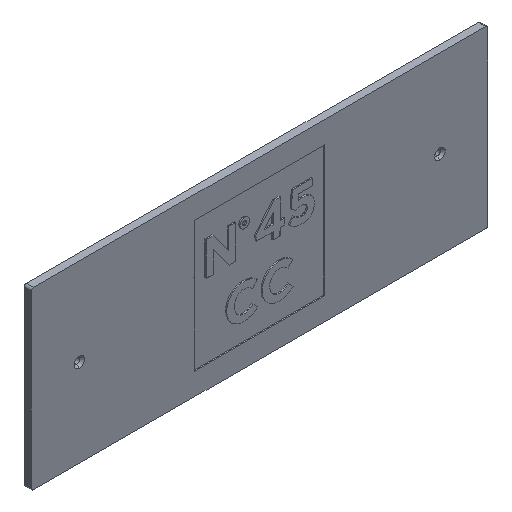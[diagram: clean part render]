
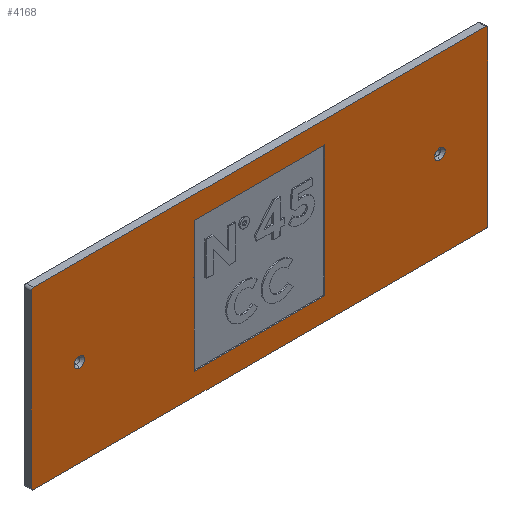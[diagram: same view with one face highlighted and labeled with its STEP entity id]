
A CAD part, isometric view. The second image highlights one B-rep face of the part: STEP entity #4168.
In plain terms, the highlighted planar face has unit normal (0, -1, 0).
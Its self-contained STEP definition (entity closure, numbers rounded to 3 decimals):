
#30 = DIRECTION ( 'NONE',  ( 0., 0., -1. ) ) ;
#49 = DIRECTION ( 'NONE',  ( 0., -1., 0. ) ) ;
#53 = AXIS2_PLACEMENT_3D ( 'NONE', #688, #356, #2993 ) ;
#98 = DIRECTION ( 'NONE',  ( 0., 0., 1. ) ) ;
#121 = AXIS2_PLACEMENT_3D ( 'NONE', #4038, #2728, #1409 ) ;
#140 = LINE ( 'NONE', #4084, #3095 ) ;
#159 = VERTEX_POINT ( 'NONE', #2139 ) ;
#161 = DIRECTION ( 'NONE',  ( 0., 0., 1. ) ) ;
#178 = CARTESIAN_POINT ( 'NONE',  ( 67.75, 0., 63.55 ) ) ;
#188 = VECTOR ( 'NONE', #3588, 1000. ) ;
#197 = EDGE_CURVE ( 'NONE', #2057, #159, #3814, .T. ) ;
#201 = VERTEX_POINT ( 'NONE', #1671 ) ;
#217 = CARTESIAN_POINT ( 'NONE',  ( 189.8, 0., 1. ) ) ;
#261 = CIRCLE ( 'NONE', #2676, 2.2 ) ;
#270 = CARTESIAN_POINT ( 'NONE',  ( 20., 0., 34.2 ) ) ;
#326 = EDGE_LOOP ( 'NONE', ( #1873, #4239, #1858, #850 ) ) ;
#347 = CARTESIAN_POINT ( 'NONE',  ( 20., 0., 36.4 ) ) ;
#352 = EDGE_CURVE ( 'NONE', #201, #1964, #462, .T. ) ;
#356 = DIRECTION ( 'NONE',  ( 0., -1., 0. ) ) ;
#379 = DIRECTION ( 'NONE',  ( 0., -1., 0. ) ) ;
#403 = ORIENTED_EDGE ( 'NONE', *, *, #3191, .F. ) ;
#413 = ORIENTED_EDGE ( 'NONE', *, *, #352, .F. ) ;
#419 = CARTESIAN_POINT ( 'NONE',  ( 189.8, 0., 0. ) ) ;
#454 = CARTESIAN_POINT ( 'NONE',  ( 188.8, 0., 1. ) ) ;
#462 = LINE ( 'NONE', #2036, #3509 ) ;
#545 = EDGE_LOOP ( 'NONE', ( #2590, #2979 ) ) ;
#554 = CARTESIAN_POINT ( 'NONE',  ( 0., 0., 72.8 ) ) ;
#566 = FACE_BOUND ( 'NONE', #545, .T. ) ;
#620 = CARTESIAN_POINT ( 'NONE',  ( 67.75, 0., 9.25 ) ) ;
#622 = CARTESIAN_POINT ( 'NONE',  ( 20., 0., 38.6 ) ) ;
#629 = DIRECTION ( 'NONE',  ( 0., 0., -1. ) ) ;
#685 = AXIS2_PLACEMENT_3D ( 'NONE', #1056, #2045, #98 ) ;
#688 = CARTESIAN_POINT ( 'NONE',  ( 1., 0., 71.8 ) ) ;
#739 = DIRECTION ( 'NONE',  ( 0., 0., -1. ) ) ;
#771 = DIRECTION ( 'NONE',  ( 0., 0., -1. ) ) ;
#832 = EDGE_LOOP ( 'NONE', ( #2766, #403 ) ) ;
#850 = ORIENTED_EDGE ( 'NONE', *, *, #2333, .F. ) ;
#910 = VERTEX_POINT ( 'NONE', #2831 ) ;
#912 = CARTESIAN_POINT ( 'NONE',  ( 0., 0., 71.8 ) ) ;
#944 = CARTESIAN_POINT ( 'NONE',  ( 122.05, 0., 63.55 ) ) ;
#1007 = CARTESIAN_POINT ( 'NONE',  ( 20., 0., 36.4 ) ) ;
#1009 = VECTOR ( 'NONE', #30, 1000. ) ;
#1056 = CARTESIAN_POINT ( 'NONE',  ( 188.8, 0., 71.8 ) ) ;
#1070 = EDGE_CURVE ( 'NONE', #201, #3024, #3648, .T. ) ;
#1102 = EDGE_CURVE ( 'NONE', #910, #3024, #140, .T. ) ;
#1155 = EDGE_CURVE ( 'NONE', #3377, #2981, #3389, .T. ) ;
#1167 = CIRCLE ( 'NONE', #53, 1. ) ;
#1223 = AXIS2_PLACEMENT_3D ( 'NONE', #3727, #3680, #739 ) ;
#1225 = LINE ( 'NONE', #620, #2251 ) ;
#1242 = CARTESIAN_POINT ( 'NONE',  ( 122.05, 0., 9.25 ) ) ;
#1409 = DIRECTION ( 'NONE',  ( 0., 0., 1. ) ) ;
#1476 = VERTEX_POINT ( 'NONE', #622 ) ;
#1479 = DIRECTION ( 'NONE',  ( 0., 0., 1. ) ) ;
#1520 = VERTEX_POINT ( 'NONE', #4259 ) ;
#1524 = CARTESIAN_POINT ( 'NONE',  ( 0., 0., 0. ) ) ;
#1549 = LINE ( 'NONE', #944, #188 ) ;
#1568 = VECTOR ( 'NONE', #3053, 1000. ) ;
#1571 = VECTOR ( 'NONE', #2863, 1000. ) ;
#1577 = CARTESIAN_POINT ( 'NONE',  ( 169.8, 0., 38.6 ) ) ;
#1671 = CARTESIAN_POINT ( 'NONE',  ( 0., 0., 1. ) ) ;
#1753 = CARTESIAN_POINT ( 'NONE',  ( 1., 0., 72.8 ) ) ;
#1784 = DIRECTION ( 'NONE',  ( 0., 0., 1. ) ) ;
#1822 = CARTESIAN_POINT ( 'NONE',  ( 1., 0., 0. ) ) ;
#1825 = FACE_OUTER_BOUND ( 'NONE', #2504, .T. ) ;
#1858 = ORIENTED_EDGE ( 'NONE', *, *, #2893, .F. ) ;
#1872 = DIRECTION ( 'NONE',  ( 1., 0., 0. ) ) ;
#1873 = ORIENTED_EDGE ( 'NONE', *, *, #2280, .F. ) ;
#1914 = AXIS2_PLACEMENT_3D ( 'NONE', #347, #2681, #629 ) ;
#1941 = CARTESIAN_POINT ( 'NONE',  ( 169.8, 0., 34.2 ) ) ;
#1964 = VERTEX_POINT ( 'NONE', #912 ) ;
#1977 = AXIS2_PLACEMENT_3D ( 'NONE', #1007, #379, #2693 ) ;
#1991 = VERTEX_POINT ( 'NONE', #1577 ) ;
#2036 = CARTESIAN_POINT ( 'NONE',  ( 0., 0., 0. ) ) ;
#2045 = DIRECTION ( 'NONE',  ( 0., -1., 0. ) ) ;
#2057 = VERTEX_POINT ( 'NONE', #178 ) ;
#2115 = CIRCLE ( 'NONE', #1977, 2.2 ) ;
#2121 = LINE ( 'NONE', #3074, #1568 ) ;
#2139 = CARTESIAN_POINT ( 'NONE',  ( 67.75, 0., 9.25 ) ) ;
#2141 = VERTEX_POINT ( 'NONE', #2486 ) ;
#2251 = VECTOR ( 'NONE', #1872, 1000. ) ;
#2280 = EDGE_CURVE ( 'NONE', #159, #3816, #1225, .T. ) ;
#2333 = EDGE_CURVE ( 'NONE', #3816, #1520, #1549, .T. ) ;
#2476 = EDGE_CURVE ( 'NONE', #3803, #1476, #2115, .T. ) ;
#2486 = CARTESIAN_POINT ( 'NONE',  ( 188.8, 0., 72.8 ) ) ;
#2504 = EDGE_LOOP ( 'NONE', ( #3029, #3436, #3145, #2637, #413, #3679, #2810, #3222 ) ) ;
#2532 = CIRCLE ( 'NONE', #1914, 2.2 ) ;
#2542 = LINE ( 'NONE', #554, #1571 ) ;
#2557 = FACE_BOUND ( 'NONE', #326, .T. ) ;
#2590 = ORIENTED_EDGE ( 'NONE', *, *, #3291, .F. ) ;
#2637 = ORIENTED_EDGE ( 'NONE', *, *, #4011, .T. ) ;
#2674 = AXIS2_PLACEMENT_3D ( 'NONE', #454, #4078, #1479 ) ;
#2676 = AXIS2_PLACEMENT_3D ( 'NONE', #3011, #49, #771 ) ;
#2681 = DIRECTION ( 'NONE',  ( 0., -1., 0. ) ) ;
#2693 = DIRECTION ( 'NONE',  ( 0., 0., -1. ) ) ;
#2728 = DIRECTION ( 'NONE',  ( 0., -1., 0. ) ) ;
#2766 = ORIENTED_EDGE ( 'NONE', *, *, #2476, .F. ) ;
#2808 = VECTOR ( 'NONE', #3058, 1000. ) ;
#2810 = ORIENTED_EDGE ( 'NONE', *, *, #1102, .F. ) ;
#2818 = CIRCLE ( 'NONE', #2674, 1. ) ;
#2825 = FACE_BOUND ( 'NONE', #832, .T. ) ;
#2831 = CARTESIAN_POINT ( 'NONE',  ( 188.8, 0., 0. ) ) ;
#2842 = PLANE ( 'NONE',  #3931 ) ;
#2863 = DIRECTION ( 'NONE',  ( 1., 0., 0. ) ) ;
#2864 = EDGE_CURVE ( 'NONE', #910, #2981, #2818, .T. ) ;
#2893 = EDGE_CURVE ( 'NONE', #1520, #2057, #2121, .T. ) ;
#2979 = ORIENTED_EDGE ( 'NONE', *, *, #4064, .F. ) ;
#2981 = VERTEX_POINT ( 'NONE', #217 ) ;
#2993 = DIRECTION ( 'NONE',  ( 0., 0., 1. ) ) ;
#3011 = CARTESIAN_POINT ( 'NONE',  ( 169.8, 0., 36.4 ) ) ;
#3024 = VERTEX_POINT ( 'NONE', #1822 ) ;
#3029 = ORIENTED_EDGE ( 'NONE', *, *, #1155, .F. ) ;
#3053 = DIRECTION ( 'NONE',  ( -1., 0., 0. ) ) ;
#3058 = DIRECTION ( 'NONE',  ( 0., 0., -1. ) ) ;
#3074 = CARTESIAN_POINT ( 'NONE',  ( 67.75, 0., 63.55 ) ) ;
#3080 = DIRECTION ( 'NONE',  ( -1., 0., 0. ) ) ;
#3095 = VECTOR ( 'NONE', #3080, 1000. ) ;
#3145 = ORIENTED_EDGE ( 'NONE', *, *, #3854, .F. ) ;
#3191 = EDGE_CURVE ( 'NONE', #1476, #3803, #2532, .T. ) ;
#3222 = ORIENTED_EDGE ( 'NONE', *, *, #2864, .T. ) ;
#3291 = EDGE_CURVE ( 'NONE', #3738, #1991, #3444, .T. ) ;
#3328 = CARTESIAN_POINT ( 'NONE',  ( 67.75, 0., 63.55 ) ) ;
#3377 = VERTEX_POINT ( 'NONE', #4200 ) ;
#3389 = LINE ( 'NONE', #419, #2808 ) ;
#3436 = ORIENTED_EDGE ( 'NONE', *, *, #3669, .T. ) ;
#3444 = CIRCLE ( 'NONE', #1223, 2.2 ) ;
#3509 = VECTOR ( 'NONE', #1784, 1000. ) ;
#3588 = DIRECTION ( 'NONE',  ( 0., 0., 1. ) ) ;
#3648 = CIRCLE ( 'NONE', #121, 1. ) ;
#3669 = EDGE_CURVE ( 'NONE', #3377, #2141, #3864, .T. ) ;
#3679 = ORIENTED_EDGE ( 'NONE', *, *, #1070, .T. ) ;
#3680 = DIRECTION ( 'NONE',  ( 0., -1., 0. ) ) ;
#3727 = CARTESIAN_POINT ( 'NONE',  ( 169.8, 0., 36.4 ) ) ;
#3738 = VERTEX_POINT ( 'NONE', #1941 ) ;
#3803 = VERTEX_POINT ( 'NONE', #270 ) ;
#3814 = LINE ( 'NONE', #3328, #1009 ) ;
#3816 = VERTEX_POINT ( 'NONE', #1242 ) ;
#3854 = EDGE_CURVE ( 'NONE', #4099, #2141, #2542, .T. ) ;
#3864 = CIRCLE ( 'NONE', #685, 1. ) ;
#3931 = AXIS2_PLACEMENT_3D ( 'NONE', #1524, #4148, #161 ) ;
#4011 = EDGE_CURVE ( 'NONE', #4099, #1964, #1167, .T. ) ;
#4038 = CARTESIAN_POINT ( 'NONE',  ( 1., 0., 1. ) ) ;
#4064 = EDGE_CURVE ( 'NONE', #1991, #3738, #261, .T. ) ;
#4078 = DIRECTION ( 'NONE',  ( 0., -1., 0. ) ) ;
#4084 = CARTESIAN_POINT ( 'NONE',  ( 0., 0., 0. ) ) ;
#4099 = VERTEX_POINT ( 'NONE', #1753 ) ;
#4148 = DIRECTION ( 'NONE',  ( 0., 1., 0. ) ) ;
#4168 = ADVANCED_FACE ( 'NONE', ( #2557, #566, #2825, #1825 ), #2842, .F. ) ;
#4200 = CARTESIAN_POINT ( 'NONE',  ( 189.8, 0., 71.8 ) ) ;
#4239 = ORIENTED_EDGE ( 'NONE', *, *, #197, .F. ) ;
#4259 = CARTESIAN_POINT ( 'NONE',  ( 122.05, 0., 63.55 ) ) ;
